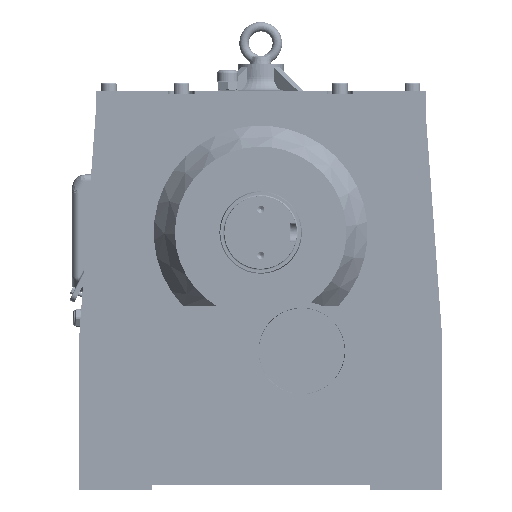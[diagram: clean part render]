
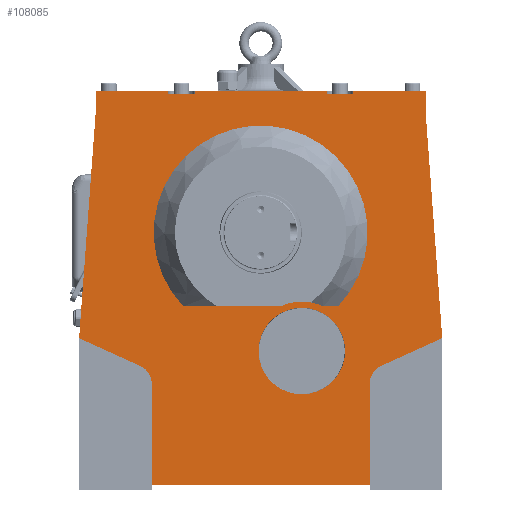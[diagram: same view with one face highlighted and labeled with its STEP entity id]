
A CAD part, front view. The second image highlights one B-rep face of the part: STEP entity #108085.
In plain terms, the highlighted planar face has unit normal (0, -1, 0).
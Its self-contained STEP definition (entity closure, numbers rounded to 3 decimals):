
#8603=LINE('',#198093,#16497);
#8605=LINE('',#198099,#16499);
#8608=LINE('',#198107,#16502);
#8611=LINE('',#198113,#16505);
#8614=LINE('',#198119,#16508);
#8616=LINE('',#198122,#16510);
#8617=LINE('',#198124,#16511);
#8620=LINE('',#198132,#16514);
#8636=LINE('',#198183,#16530);
#8703=LINE('',#198332,#16597);
#8705=LINE('',#198336,#16599);
#8706=LINE('',#198338,#16600);
#8707=LINE('',#198340,#16601);
#8708=LINE('',#198342,#16602);
#8709=LINE('',#198344,#16603);
#8710=LINE('',#198346,#16604);
#8711=LINE('',#198348,#16605);
#8712=LINE('',#198350,#16606);
#8713=LINE('',#198352,#16607);
#8714=LINE('',#198354,#16608);
#8715=LINE('',#198356,#16609);
#8716=LINE('',#198358,#16610);
#16497=VECTOR('',#166782,1000.);
#16499=VECTOR('',#166790,1000.);
#16502=VECTOR('',#166799,1000.);
#16505=VECTOR('',#166804,1000.);
#16508=VECTOR('',#166809,1000.);
#16510=VECTOR('',#166813,1000.);
#16511=VECTOR('',#166816,1000.);
#16514=VECTOR('',#166825,1000.);
#16530=VECTOR('',#166869,1000.);
#16597=VECTOR('',#166980,1000.);
#16599=VECTOR('',#166984,1000.);
#16600=VECTOR('',#166985,1000.);
#16601=VECTOR('',#166986,1000.);
#16602=VECTOR('',#166987,1000.);
#16603=VECTOR('',#166988,1000.);
#16604=VECTOR('',#166989,1000.);
#16605=VECTOR('',#166990,1000.);
#16606=VECTOR('',#166991,1000.);
#16607=VECTOR('',#166992,1000.);
#16608=VECTOR('',#166993,1000.);
#16609=VECTOR('',#166994,1000.);
#16610=VECTOR('',#166995,1000.);
#37078=ORIENTED_EDGE('',*,*,#63024,.T.);
#37079=ORIENTED_EDGE('',*,*,#63026,.F.);
#37080=ORIENTED_EDGE('',*,*,#63027,.T.);
#37081=ORIENTED_EDGE('',*,*,#63028,.F.);
#37082=ORIENTED_EDGE('',*,*,#63029,.F.);
#37083=ORIENTED_EDGE('',*,*,#63030,.T.);
#37084=ORIENTED_EDGE('',*,*,#63031,.T.);
#37085=ORIENTED_EDGE('',*,*,#63032,.F.);
#37086=ORIENTED_EDGE('',*,*,#63033,.F.);
#37087=ORIENTED_EDGE('',*,*,#63034,.T.);
#37088=ORIENTED_EDGE('',*,*,#63035,.T.);
#37089=ORIENTED_EDGE('',*,*,#63036,.F.);
#37090=ORIENTED_EDGE('',*,*,#63037,.F.);
#37091=ORIENTED_EDGE('',*,*,#62949,.F.);
#37092=ORIENTED_EDGE('',*,*,#62926,.T.);
#37093=ORIENTED_EDGE('',*,*,#62924,.T.);
#37094=ORIENTED_EDGE('',*,*,#62922,.T.);
#37095=ORIENTED_EDGE('',*,*,#62921,.T.);
#37096=ORIENTED_EDGE('',*,*,#62919,.F.);
#37097=ORIENTED_EDGE('',*,*,#62916,.T.);
#37098=ORIENTED_EDGE('',*,*,#62913,.T.);
#37099=ORIENTED_EDGE('',*,*,#62910,.T.);
#37100=ORIENTED_EDGE('',*,*,#63038,.T.);
#37101=ORIENTED_EDGE('',*,*,#62909,.T.);
#37102=ORIENTED_EDGE('',*,*,#62907,.F.);
#37103=ORIENTED_EDGE('',*,*,#62906,.T.);
#37104=ORIENTED_EDGE('',*,*,#62903,.T.);
#62903=EDGE_CURVE('',#77049,#77048,#85250,.T.);
#62906=EDGE_CURVE('',#77050,#77049,#8603,.T.);
#62907=EDGE_CURVE('',#77050,#77051,#85251,.T.);
#62909=EDGE_CURVE('',#77048,#77051,#8605,.T.);
#62910=EDGE_CURVE('',#77052,#77053,#85252,.T.);
#62913=EDGE_CURVE('',#77042,#77052,#8608,.T.);
#62916=EDGE_CURVE('',#77054,#77042,#8611,.T.);
#62919=EDGE_CURVE('',#77054,#77056,#8614,.T.);
#62921=EDGE_CURVE('',#77025,#77056,#8616,.T.);
#62922=EDGE_CURVE('',#77058,#77025,#8617,.T.);
#62924=EDGE_CURVE('',#77059,#77058,#85253,.T.);
#62926=EDGE_CURVE('',#77060,#77059,#8620,.T.);
#62949=EDGE_CURVE('',#77060,#77081,#8636,.T.);
#63024=EDGE_CURVE('',#77053,#77141,#8703,.T.);
#63026=EDGE_CURVE('',#77142,#77141,#8705,.T.);
#63027=EDGE_CURVE('',#77142,#77143,#8706,.T.);
#63028=EDGE_CURVE('',#77144,#77143,#8707,.T.);
#63029=EDGE_CURVE('',#77145,#77144,#8708,.T.);
#63030=EDGE_CURVE('',#77145,#77146,#8709,.T.);
#63031=EDGE_CURVE('',#77146,#77147,#8710,.T.);
#63032=EDGE_CURVE('',#77148,#77147,#8711,.T.);
#63033=EDGE_CURVE('',#77149,#77148,#8712,.T.);
#63034=EDGE_CURVE('',#77149,#77150,#8713,.T.);
#63035=EDGE_CURVE('',#77150,#77151,#8714,.T.);
#63036=EDGE_CURVE('',#77152,#77151,#8715,.T.);
#63037=EDGE_CURVE('',#77081,#77152,#8716,.T.);
#63038=EDGE_CURVE('',#77153,#77153,#85268,.F.);
#77025=VERTEX_POINT('',#198022);
#77042=VERTEX_POINT('',#198069);
#77048=VERTEX_POINT('',#198086);
#77049=VERTEX_POINT('',#198088);
#77050=VERTEX_POINT('',#198092);
#77051=VERTEX_POINT('',#198096);
#77052=VERTEX_POINT('',#198102);
#77053=VERTEX_POINT('',#198103);
#77054=VERTEX_POINT('',#198110);
#77056=VERTEX_POINT('',#198116);
#77058=VERTEX_POINT('',#198125);
#77059=VERTEX_POINT('',#198129);
#77060=VERTEX_POINT('',#198133);
#77081=VERTEX_POINT('',#198184);
#77141=VERTEX_POINT('',#198333);
#77142=VERTEX_POINT('',#198337);
#77143=VERTEX_POINT('',#198339);
#77144=VERTEX_POINT('',#198341);
#77145=VERTEX_POINT('',#198343);
#77146=VERTEX_POINT('',#198345);
#77147=VERTEX_POINT('',#198347);
#77148=VERTEX_POINT('',#198349);
#77149=VERTEX_POINT('',#198351);
#77150=VERTEX_POINT('',#198353);
#77151=VERTEX_POINT('',#198355);
#77152=VERTEX_POINT('',#198357);
#77153=VERTEX_POINT('',#198360);
#85250=CIRCLE('',#146106,75.);
#85251=CIRCLE('',#146109,162.);
#85252=CIRCLE('',#146112,30.);
#85253=CIRCLE('',#146119,30.);
#85268=CIRCLE('',#146158,65.536);
#91340=EDGE_LOOP('',(#37078,#37079,#37080,#37081,#37082,#37083,#37084,#37085,
#37086,#37087,#37088,#37089,#37090,#37091,#37092,#37093,#37094,#37095,#37096,
#37097,#37098,#37099));
#91341=EDGE_LOOP('',(#37100));
#91342=EDGE_LOOP('',(#37101,#37102,#37103,#37104));
#98810=FACE_BOUND('',#91340,.T.);
#98811=FACE_BOUND('',#91341,.T.);
#98812=FACE_BOUND('',#91342,.T.);
#104561=PLANE('',#146157);
#108085=ADVANCED_FACE('',(#98810,#98811,#98812),#104561,.T.);
#146106=AXIS2_PLACEMENT_3D('',#198087,#166776,#166777);
#146109=AXIS2_PLACEMENT_3D('',#198095,#166785,#166786);
#146112=AXIS2_PLACEMENT_3D('',#198101,#166793,#166794);
#146119=AXIS2_PLACEMENT_3D('',#198128,#166820,#166821);
#146157=AXIS2_PLACEMENT_3D('',#198335,#166982,#166983);
#146158=AXIS2_PLACEMENT_3D('',#198359,#166996,#166997);
#166776=DIRECTION('',(0.,-1.,0.));
#166777=DIRECTION('',(1.,0.,0.));
#166782=DIRECTION('',(-1.,0.,0.));
#166785=DIRECTION('',(0.,-1.,0.));
#166786=DIRECTION('',(0.,0.,-1.));
#166790=DIRECTION('',(-1.,0.,0.));
#166793=DIRECTION('',(0.,1.,0.));
#166794=DIRECTION('',(1.,0.,0.));
#166799=DIRECTION('',(0.,0.,1.));
#166804=DIRECTION('',(0.,0.,1.));
#166809=DIRECTION('',(-1.,0.,0.));
#166813=DIRECTION('',(0.,0.,-1.));
#166816=DIRECTION('',(0.,0.,-1.));
#166820=DIRECTION('',(0.,1.,0.));
#166821=DIRECTION('',(-1.,0.,0.));
#166825=DIRECTION('',(0.91,0.,-0.414));
#166869=DIRECTION('',(0.073,0.,0.997));
#166980=DIRECTION('',(0.91,0.,0.414));
#166982=DIRECTION('',(0.,-1.,0.));
#166983=DIRECTION('',(0.,0.,-1.));
#166984=DIRECTION('',(0.073,0.,-0.997));
#166985=DIRECTION('',(0.,0.,1.));
#166986=DIRECTION('',(1.,0.,0.));
#166987=DIRECTION('',(0.,0.,1.));
#166988=DIRECTION('',(-1.,0.,0.));
#166989=DIRECTION('',(0.,0.,1.));
#166990=DIRECTION('',(1.,0.,0.));
#166991=DIRECTION('',(0.,0.,1.));
#166992=DIRECTION('',(-1.,0.,0.));
#166993=DIRECTION('',(0.,0.,1.));
#166994=DIRECTION('',(1.,0.,0.));
#166995=DIRECTION('',(0.,0.,1.));
#166996=DIRECTION('',(0.,-1.,0.));
#166997=DIRECTION('',(0.,0.,-1.));
#198022=CARTESIAN_POINT('',(-165.,-380.,-320.));
#198069=CARTESIAN_POINT('',(165.,-380.,-320.));
#198086=CARTESIAN_POINT('',(29.597,-380.,-112.));
#198087=CARTESIAN_POINT('',(62.32,-380.,-179.485));
#198088=CARTESIAN_POINT('',(95.043,-380.,-112.));
#198092=CARTESIAN_POINT('',(117.047,-380.,-112.));
#198093=CARTESIAN_POINT('',(117.047,-380.,-112.));
#198095=CARTESIAN_POINT('',(0.,-380.,0.));
#198096=CARTESIAN_POINT('',(-117.047,-380.,-112.));
#198099=CARTESIAN_POINT('',(29.597,-380.,-112.));
#198101=CARTESIAN_POINT('',(195.,-380.,-229.317));
#198102=CARTESIAN_POINT('',(165.,-380.,-229.317));
#198103=CARTESIAN_POINT('',(182.586,-380.,-202.006));
#198107=CARTESIAN_POINT('',(165.,-380.,-320.));
#198110=CARTESIAN_POINT('',(165.,-380.,-383.));
#198113=CARTESIAN_POINT('',(165.,-380.,-320.));
#198116=CARTESIAN_POINT('',(-165.,-380.,-383.));
#198119=CARTESIAN_POINT('',(165.,-380.,-383.));
#198122=CARTESIAN_POINT('',(-165.,-380.,-320.));
#198124=CARTESIAN_POINT('',(-165.,-380.,-229.317));
#198125=CARTESIAN_POINT('',(-165.,-380.,-229.317));
#198128=CARTESIAN_POINT('',(-195.,-380.,-229.317));
#198129=CARTESIAN_POINT('',(-182.586,-380.,-202.006));
#198132=CARTESIAN_POINT('',(-275.,-380.,-160.));
#198133=CARTESIAN_POINT('',(-275.,-380.,-160.));
#198183=CARTESIAN_POINT('',(-275.,-380.,-160.));
#198184=CARTESIAN_POINT('',(-250.,-380.,180.));
#198332=CARTESIAN_POINT('',(182.586,-380.,-202.006));
#198333=CARTESIAN_POINT('',(275.,-380.,-160.));
#198335=CARTESIAN_POINT('',(-250.,-380.,168.));
#198336=CARTESIAN_POINT('',(250.,-380.,180.));
#198337=CARTESIAN_POINT('',(250.,-380.,180.));
#198338=CARTESIAN_POINT('',(250.,-380.,180.));
#198339=CARTESIAN_POINT('',(250.,-380.,215.));
#198340=CARTESIAN_POINT('',(250.,-380.,215.));
#198341=CARTESIAN_POINT('',(140.,-380.,215.));
#198342=CARTESIAN_POINT('',(140.,-380.,210.));
#198343=CARTESIAN_POINT('',(140.,-380.,210.));
#198344=CARTESIAN_POINT('',(100.,-380.,210.));
#198345=CARTESIAN_POINT('',(100.,-380.,210.));
#198346=CARTESIAN_POINT('',(100.,-380.,210.));
#198347=CARTESIAN_POINT('',(100.,-380.,215.));
#198348=CARTESIAN_POINT('',(250.,-380.,215.));
#198349=CARTESIAN_POINT('',(-100.,-380.,215.));
#198350=CARTESIAN_POINT('',(-100.,-380.,210.));
#198351=CARTESIAN_POINT('',(-100.,-380.,210.));
#198352=CARTESIAN_POINT('',(-140.,-380.,210.));
#198353=CARTESIAN_POINT('',(-140.,-380.,210.));
#198354=CARTESIAN_POINT('',(-140.,-380.,210.));
#198355=CARTESIAN_POINT('',(-140.,-380.,215.));
#198356=CARTESIAN_POINT('',(250.,-380.,215.));
#198357=CARTESIAN_POINT('',(-250.,-380.,215.));
#198358=CARTESIAN_POINT('',(-250.,-380.,180.));
#198359=CARTESIAN_POINT('',(62.32,-380.,-179.485));
#198360=CARTESIAN_POINT('',(62.32,-380.,-245.021));
